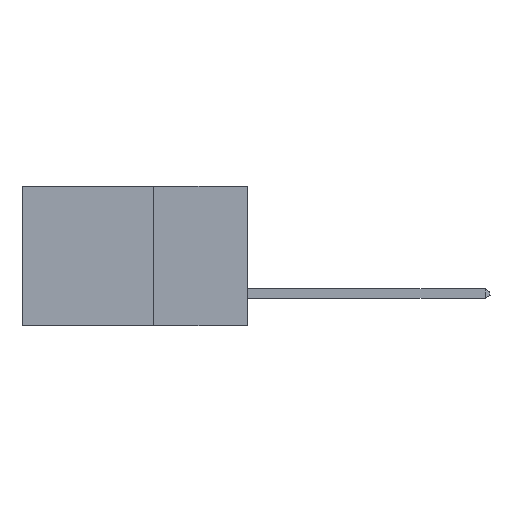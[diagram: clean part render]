
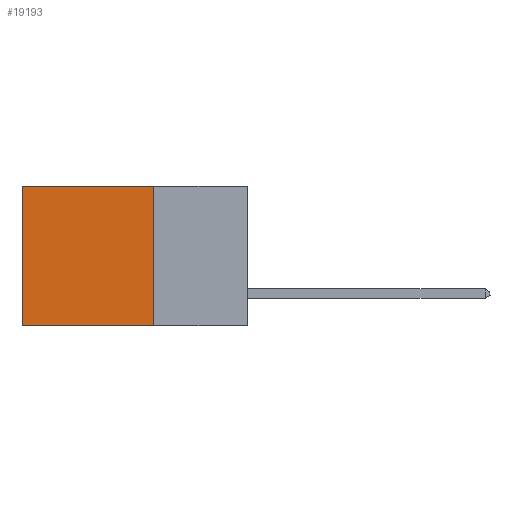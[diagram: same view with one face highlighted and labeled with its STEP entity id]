
A CAD part, left-side view. The second image highlights one B-rep face of the part: STEP entity #19193.
In plain terms, the highlighted planar face has unit normal (-1, 0, 0).
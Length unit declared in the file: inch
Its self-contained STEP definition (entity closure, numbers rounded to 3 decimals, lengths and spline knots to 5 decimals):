
#728 = VECTOR ( 'NONE', #3322, 39.37008 ) ;
#1011 = VERTEX_POINT ( 'NONE', #13665 ) ;
#1409 = CARTESIAN_POINT ( 'NONE',  ( 0.298, 0.25, 0. ) ) ;
#3322 = DIRECTION ( 'NONE',  ( 0., 1., 0. ) ) ;
#5098 = EDGE_LOOP ( 'NONE', ( #8200, #24442, #18896, #14049 ) ) ;
#5606 = VERTEX_POINT ( 'NONE', #27704 ) ;
#7170 = VECTOR ( 'NONE', #26872, 39.37008 ) ;
#7377 = VERTEX_POINT ( 'NONE', #21229 ) ;
#7890 = DIRECTION ( 'NONE',  ( 0., 0., -1. ) ) ;
#8200 = ORIENTED_EDGE ( 'NONE', *, *, #20929, .T. ) ;
#8619 = EDGE_CURVE ( 'NONE', #5606, #7377, #10723, .T. ) ;
#10723 = LINE ( 'NONE', #24912, #728 ) ;
#11042 = LINE ( 'NONE', #20373, #7170 ) ;
#11943 = DIRECTION ( 'NONE',  ( 0., 0., -1. ) ) ;
#12218 = CARTESIAN_POINT ( 'NONE',  ( 0.298, 0.25, 0. ) ) ;
#13118 = VERTEX_POINT ( 'NONE', #1409 ) ;
#13665 = CARTESIAN_POINT ( 'NONE',  ( 0.298, 0.6, 0. ) ) ;
#14049 = ORIENTED_EDGE ( 'NONE', *, *, #25956, .T. ) ;
#14353 = FACE_OUTER_BOUND ( 'NONE', #5098, .T. ) ;
#16399 = CARTESIAN_POINT ( 'NONE',  ( 0.298, 0.25, 0. ) ) ;
#18360 = AXIS2_PLACEMENT_3D ( 'NONE', #12218, #21347, #7890 ) ;
#18896 = ORIENTED_EDGE ( 'NONE', *, *, #24585, .F. ) ;
#19193 = ADVANCED_FACE ( 'NONE', ( #14353 ), #23525, .F. ) ;
#19467 = LINE ( 'NONE', #16399, #26510 ) ;
#20043 = VECTOR ( 'NONE', #22912, 39.37008 ) ;
#20373 = CARTESIAN_POINT ( 'NONE',  ( 0.298, 0.6, 0. ) ) ;
#20929 = EDGE_CURVE ( 'NONE', #1011, #7377, #11042, .T. ) ;
#21229 = CARTESIAN_POINT ( 'NONE',  ( 0.298, 0.6, -0.37 ) ) ;
#21347 = DIRECTION ( 'NONE',  ( 1., 0., 0. ) ) ;
#22912 = DIRECTION ( 'NONE',  ( 0., 1., 0. ) ) ;
#23525 = PLANE ( 'NONE',  #18360 ) ;
#24442 = ORIENTED_EDGE ( 'NONE', *, *, #8619, .F. ) ;
#24585 = EDGE_CURVE ( 'NONE', #13118, #5606, #19467, .T. ) ;
#24912 = CARTESIAN_POINT ( 'NONE',  ( 0.298, 0.25, -0.37 ) ) ;
#24951 = CARTESIAN_POINT ( 'NONE',  ( 0.298, 0.25, 0. ) ) ;
#25956 = EDGE_CURVE ( 'NONE', #13118, #1011, #26026, .T. ) ;
#26026 = LINE ( 'NONE', #24951, #20043 ) ;
#26510 = VECTOR ( 'NONE', #11943, 39.37008 ) ;
#26872 = DIRECTION ( 'NONE',  ( 0., 0., -1. ) ) ;
#27704 = CARTESIAN_POINT ( 'NONE',  ( 0.298, 0.25, -0.37 ) ) ;
